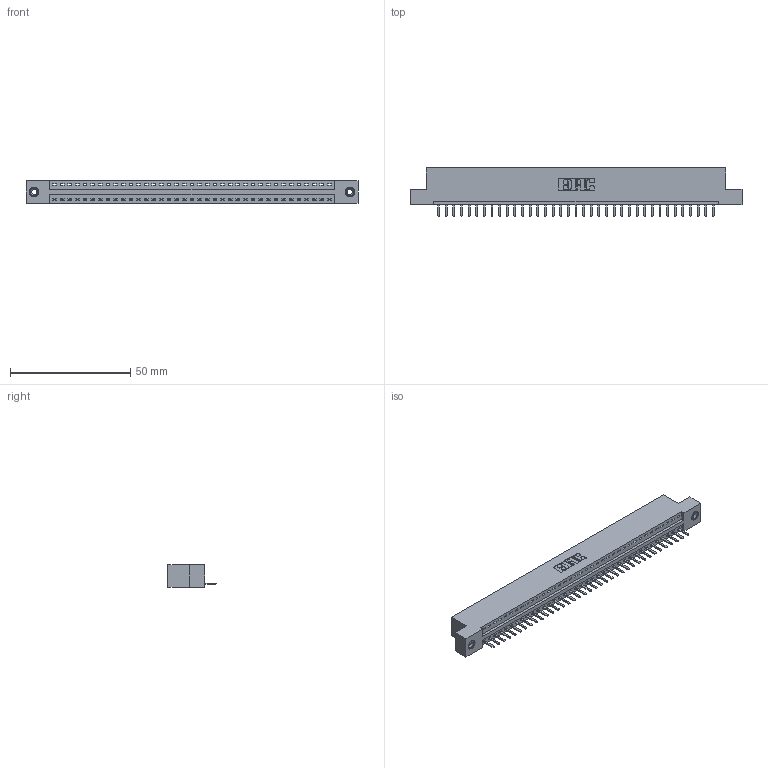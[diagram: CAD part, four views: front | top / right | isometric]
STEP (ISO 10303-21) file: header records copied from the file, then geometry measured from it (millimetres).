
FILE_DESCRIPTION (( 'STEP AP203' ), '1' );
FILE_NAME ('396-037-520-108.STEP', '2019-10-27T17:23:24', ( '' ), ( '' ), 'SwSTEP 2.0', 'SolidWorks 2016', '' );
FILE_SCHEMA (( 'CONFIG_CONTROL_DESIGN' ));
Length unit declared in the file: inch
Products named in the file (4): 345-250-001_345-250-003-102; 345-292-001_345-293-120; 396-037-520-108; 346 Part_Flush Mounting Lugs - 0.156 Dia-TI
Assembly tree (40 placements, depth 2):
  396-037-520-108
    346 Part_Flush Mounting Lugs - 0.156 Dia-TI
    345-292-001_345-293-120  x37
    345-250-001_345-250-003-102  x2
Bounding box: 138.05 x 20.02 x 9.4 mm (x, y, z)
Volume: 13066.9 mm3; surface area: 15944.5 mm2
Topology: 40 solids, 40 shells, 2476 faces, 7273 edges, 4742 vertices
Faces by surface type: plane 1662, cylinder 798, cone 12, torus 4
Entity records: 24936 total; most frequent: CARTESIAN_POINT 4270, ORIENTED_EDGE 4222, DIRECTION 3787, EDGE_CURVE 2111, LINE 1807, VECTOR 1807, VERTEX_POINT 1400, AXIS2_PLACEMENT_3D 990
